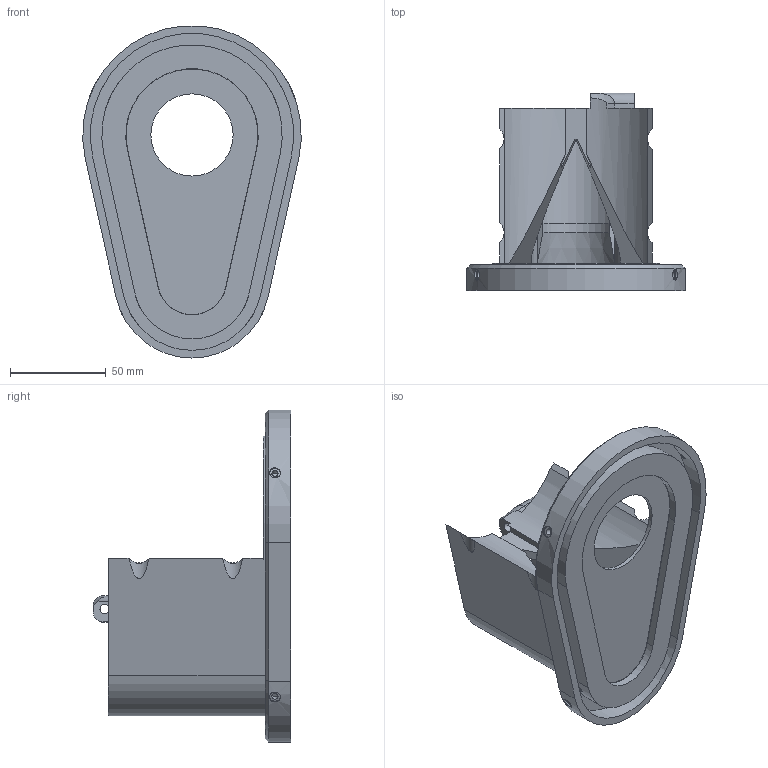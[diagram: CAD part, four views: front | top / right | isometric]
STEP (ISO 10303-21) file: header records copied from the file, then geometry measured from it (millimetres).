
FILE_DESCRIPTION(/* description */ (''),/* implementation_level */ '2;1');
FILE_NAME(/* name */ 'vacuum_brush_attachment.step',/* time_stamp */ '2020-11-16T14:20:21+01:00',/* author */ (''),/* organization */ (''),/* preprocessor_version */ 'ST-DEVELOPER v18.1',/* originating_system */ 'Autodesk Translation Framework v9.3.0.1241',/* authorisation */ '');
FILE_SCHEMA (('AUTOMOTIVE_DESIGN { 1 0 10303 214 3 1 1 }'));
Length unit declared in the file: millimetre
Products named in the file (2): Vacuum Holder Brushes; Router Brush Attachment
Assembly tree (1 placements, depth 2):
  Vacuum Holder Brushes
    Router Brush Attachment
Bounding box: 114.27 x 103.4 x 173.69 mm (x, y, z)
Volume: 224092.2 mm3; surface area: 91331.4 mm2
Topology: 2 solids, 2 shells, 126 faces, 359 edges, 245 vertices
Faces by surface type: plane 70, cylinder 41, cone 10, bspline 5
Full cylindrical faces by diameter (mm): 3.2 x12, 4.9 x1, 5.7 x4, 43 x1, 47 x1
Entity records: 4991 total; most frequent: CARTESIAN_POINT 1635, ORIENTED_EDGE 718, DIRECTION 637, EDGE_CURVE 359, VERTEX_POINT 245, AXIS2_PLACEMENT_3D 222, LINE 193, VECTOR 193
